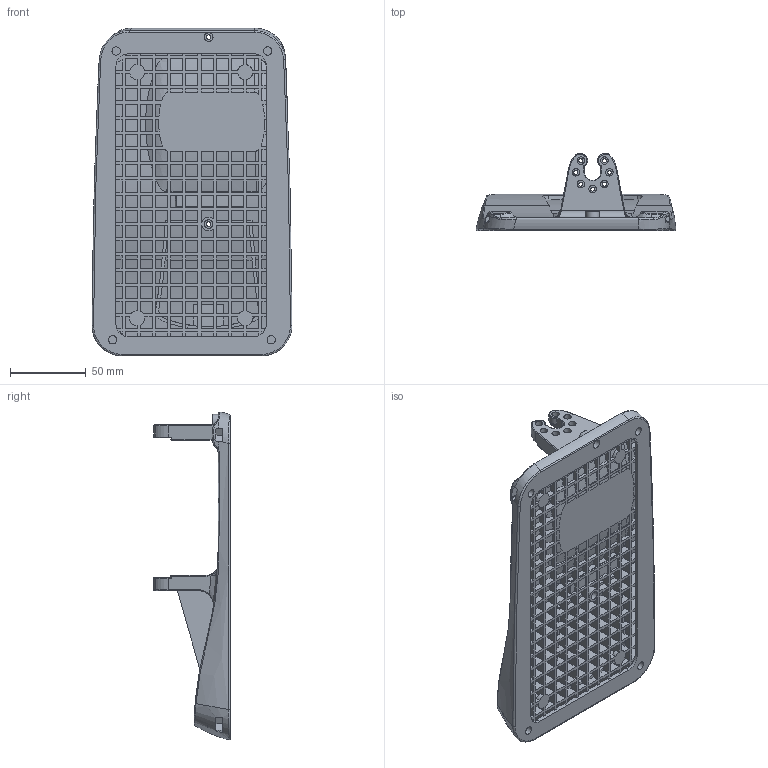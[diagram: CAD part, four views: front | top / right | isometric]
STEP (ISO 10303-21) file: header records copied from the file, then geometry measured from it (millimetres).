
FILE_DESCRIPTION(/* description */ (''),/* implementation_level */ '2;1');
FILE_NAME(/* name */ 'Foot Left V2.0.step',/* time_stamp */ '2017-06-25T10:19:39+10:00',/* author */ (''),/* organization */ (''),/* preprocessor_version */ 'ST-DEVELOPER v16.13',/* originating_system */ 'Autodesk Translation Framework v6.1.1.50',/* authorisation */ '');
FILE_SCHEMA (('AUTOMOTIVE_DESIGN { 1 0 10303 214 3 1 1 }'));
Products named in the file (1): Foot Left v1
Bounding box: 131.58 x 50.47 x 215.67 mm (x, y, z)
Volume: 179012.3 mm3; surface area: 141607.5 mm2
Topology: 1 solids, 4 shells, 1734 faces, 4540 edges, 2959 vertices
Faces by surface type: plane 1078, cylinder 384, bspline 237, torus 31, sphere 4
Full cylindrical faces by diameter (mm): 2.7 x14, 3 x2, 4.9 x14, 5.5 x6, 5.6 x1, 5.8 x1, 9 x1
Entity records: 65268 total; most frequent: CARTESIAN_POINT 23162, ORIENTED_EDGE 8992, DIRECTION 8205, EDGE_CURVE 4496, LINE 3017, VECTOR 3017, VERTEX_POINT 2958, AXIS2_PLACEMENT_3D 2594
